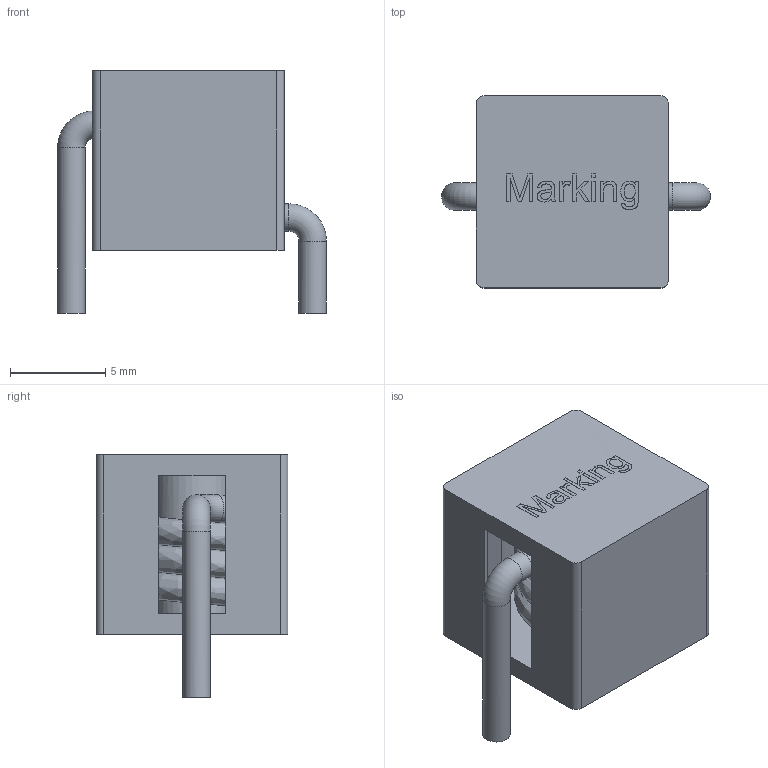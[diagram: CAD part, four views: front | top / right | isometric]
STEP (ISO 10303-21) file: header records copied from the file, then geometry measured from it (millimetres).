
FILE_DESCRIPTION(/* description */ ('Unknown'),/* implementation_level */ '2;1');
FILE_NAME(/* name */ 'L_Wurth_WE-HCIT-1010',/* time_stamp */ '2025-06-25T10:19:57+08:00',/* author */ ('Unknown'),/* organization */ ('Unknown'),/* preprocessor_version */ 'ST-DEVELOPER v19.4',/* originating_system */ 'Solid Edge',/* authorisation */ 'Unknown');
FILE_SCHEMA (('AUTOMOTIVE_DESIGN {1 0 10303 214 3 1 1}'));
Length unit declared in the file: millimetre
Products named in the file (2): L_Wurth_WE-HCIT-1010
Assembly tree (1 placements, depth 2):
  L_Wurth_WE-HCIT-1010
    L_Wurth_WE-HCIT-1010
Bounding box: 14.14 x 10.1 x 12.75 mm (x, y, z)
Volume: 725.7 mm3; surface area: 1261 mm2
Topology: 1 solids, 1 shells, 108 faces, 295 edges, 197 vertices
Faces by surface type: plane 76, cylinder 14, bspline 14, torus 4
Full cylindrical faces by diameter (mm): 1.446 x4, 3.95 x2
Entity records: 6120 total; most frequent: CARTESIAN_POINT 3008, ORIENTED_EDGE 540, DIRECTION 330, EDGE_CURVE 270, VERTEX_POINT 187, B_SPLINE_CURVE_WITH_KNOTS 149, EDGE_LOOP 141, FACE_BOUND 141
